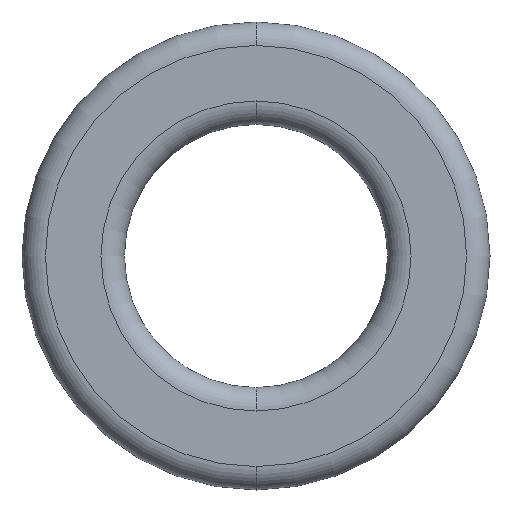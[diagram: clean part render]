
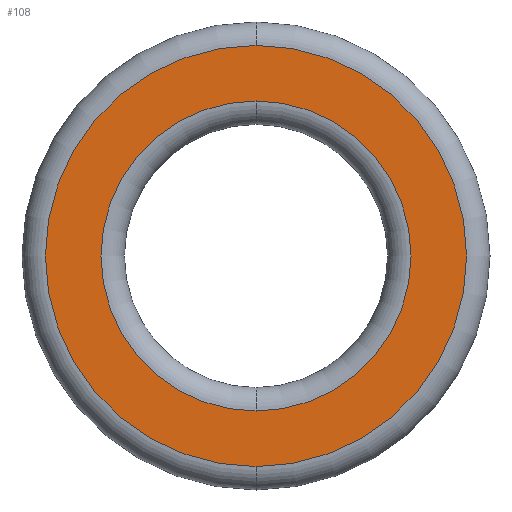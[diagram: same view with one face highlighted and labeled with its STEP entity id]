
A CAD part, front view. The second image highlights one B-rep face of the part: STEP entity #108.
In plain terms, the highlighted planar face has unit normal (0, -1, 0).
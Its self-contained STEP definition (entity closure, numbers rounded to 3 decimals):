
#9 = AXIS2_PLACEMENT_3D ( 'NONE', #159, #290, #218 ) ;
#23 = ORIENTED_EDGE ( 'NONE', *, *, #271, .T. ) ;
#24 = DIRECTION ( 'NONE',  ( 0., 1., 0. ) ) ;
#29 = EDGE_LOOP ( 'NONE', ( #234, #63 ) ) ;
#36 = CARTESIAN_POINT ( 'NONE',  ( 0., 0., -7.2 ) ) ;
#56 = CIRCLE ( 'NONE', #332, 5.3 ) ;
#63 = ORIENTED_EDGE ( 'NONE', *, *, #98, .T. ) ;
#78 = EDGE_LOOP ( 'NONE', ( #222, #23 ) ) ;
#89 = FACE_BOUND ( 'NONE', #78, .T. ) ;
#98 = EDGE_CURVE ( 'NONE', #158, #142, #152, .T. ) ;
#108 = ADVANCED_FACE ( 'NONE', ( #89, #191 ), #422, .F. ) ;
#117 = AXIS2_PLACEMENT_3D ( 'NONE', #205, #24, #337 ) ;
#119 = CARTESIAN_POINT ( 'NONE',  ( 0., 0., 0. ) ) ;
#133 = VERTEX_POINT ( 'NONE', #355 ) ;
#142 = VERTEX_POINT ( 'NONE', #187 ) ;
#147 = CARTESIAN_POINT ( 'NONE',  ( 0., 0., 5.3 ) ) ;
#152 = CIRCLE ( 'NONE', #181, 7.2 ) ;
#158 = VERTEX_POINT ( 'NONE', #36 ) ;
#159 = CARTESIAN_POINT ( 'NONE',  ( 0., 0., 0. ) ) ;
#166 = DIRECTION ( 'NONE',  ( 0., 1., 0. ) ) ;
#179 = DIRECTION ( 'NONE',  ( 0., -1., 0. ) ) ;
#181 = AXIS2_PLACEMENT_3D ( 'NONE', #119, #383, #210 ) ;
#187 = CARTESIAN_POINT ( 'NONE',  ( 0., 0., 7.2 ) ) ;
#191 = FACE_OUTER_BOUND ( 'NONE', #29, .T. ) ;
#197 = DIRECTION ( 'NONE',  ( 0., 0., 1. ) ) ;
#201 = CIRCLE ( 'NONE', #117, 5.3 ) ;
#205 = CARTESIAN_POINT ( 'NONE',  ( 0., 0., 0. ) ) ;
#210 = DIRECTION ( 'NONE',  ( 0., 0., 1. ) ) ;
#218 = DIRECTION ( 'NONE',  ( 0., 0., 1. ) ) ;
#222 = ORIENTED_EDGE ( 'NONE', *, *, #379, .T. ) ;
#234 = ORIENTED_EDGE ( 'NONE', *, *, #397, .T. ) ;
#271 = EDGE_CURVE ( 'NONE', #133, #414, #56, .T. ) ;
#277 = AXIS2_PLACEMENT_3D ( 'NONE', #339, #179, #306 ) ;
#290 = DIRECTION ( 'NONE',  ( 0., 1., 0. ) ) ;
#306 = DIRECTION ( 'NONE',  ( 0., 0., 1. ) ) ;
#332 = AXIS2_PLACEMENT_3D ( 'NONE', #396, #166, #197 ) ;
#337 = DIRECTION ( 'NONE',  ( 0., 0., 1. ) ) ;
#339 = CARTESIAN_POINT ( 'NONE',  ( 0., 0., 0. ) ) ;
#355 = CARTESIAN_POINT ( 'NONE',  ( 0., 0., -5.3 ) ) ;
#377 = CIRCLE ( 'NONE', #277, 7.2 ) ;
#379 = EDGE_CURVE ( 'NONE', #414, #133, #201, .T. ) ;
#383 = DIRECTION ( 'NONE',  ( 0., -1., 0. ) ) ;
#396 = CARTESIAN_POINT ( 'NONE',  ( 0., 0., 0. ) ) ;
#397 = EDGE_CURVE ( 'NONE', #142, #158, #377, .T. ) ;
#414 = VERTEX_POINT ( 'NONE', #147 ) ;
#422 = PLANE ( 'NONE',  #9 ) ;
